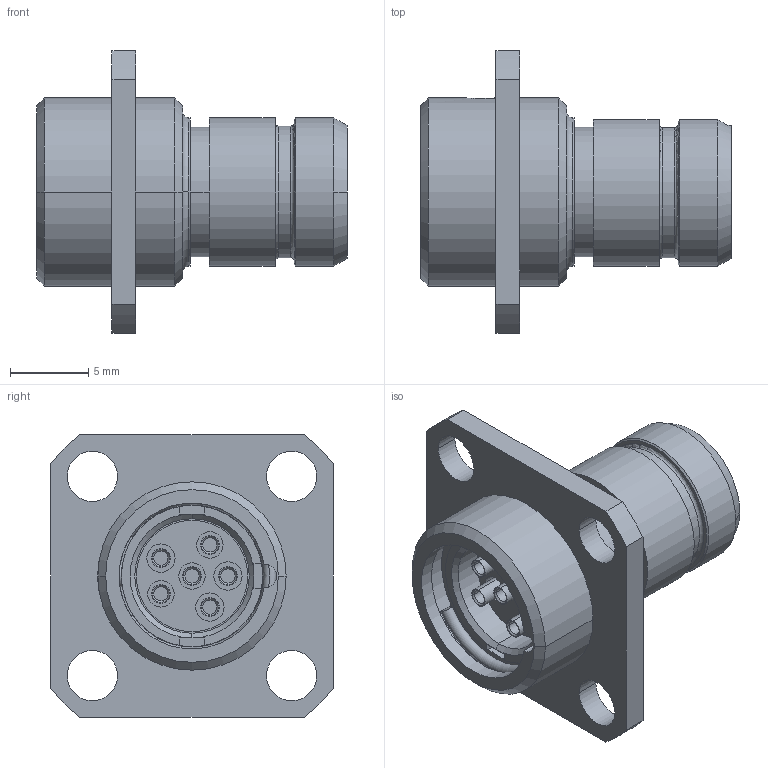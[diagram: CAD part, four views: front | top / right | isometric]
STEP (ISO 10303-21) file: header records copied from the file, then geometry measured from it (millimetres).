
FILE_DESCRIPTION((''),'2;1');
FILE_NAME('1332E006MZ','2024-07-25T13:09:56',('paultorloting'),('NET AG system integration'),'CREO PARAMETRIC BY PTC INC, 2021404','CREO PARAMETRIC BY PTC INC, 2021404','');
FILE_SCHEMA(('AUTOMOTIVE_DESIGN { 1 0 10303 214 1 1 1 1 }'));
Length unit declared in the file: millimetre
Products named in the file (1): 1332E006MZ
Bounding box: 19.8 x 18 x 18 mm (x, y, z)
Volume: 1366.7 mm3; surface area: 2181.7 mm2
Topology: 1 solids, 1 shells, 404 faces, 998 edges, 651 vertices
Faces by surface type: plane 241, cylinder 106, cone 37, bspline 12, torus 8
Entity records: 14096 total; most frequent: CARTESIAN_POINT 2602, DIRECTION 2097, ORIENTED_EDGE 1996, EDGE_CURVE 998, AXIS2_PLACEMENT_3D 721, VECTOR 652, LINE 652, VERTEX_POINT 651
